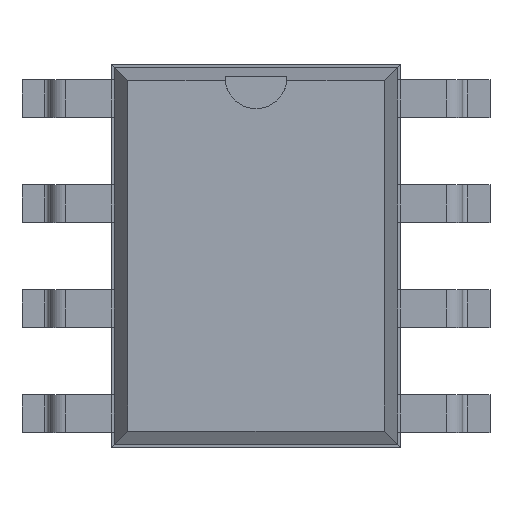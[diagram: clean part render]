
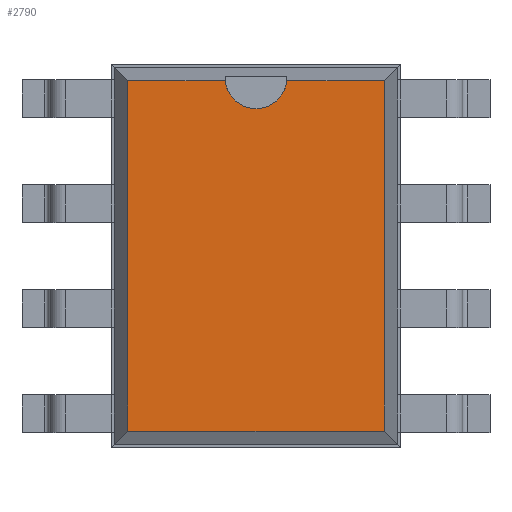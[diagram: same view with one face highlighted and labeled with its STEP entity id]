
A CAD part, top view. The second image highlights one B-rep face of the part: STEP entity #2790.
In plain terms, the highlighted planar face has unit normal (0, 0, 1).
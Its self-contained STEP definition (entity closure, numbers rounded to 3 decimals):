
#26=VECTOR('',#27,1.);
#27=DIRECTION('',(0.,1.,0.));
#33=VECTOR('',#34,1.);
#34=DIRECTION('',(-1.,0.,0.));
#40=VECTOR('',#41,1.);
#41=DIRECTION('',(0.,-1.,0.));
#45=VECTOR('',#46,1.);
#46=DIRECTION('',(1.,0.,0.));
#49=DIRECTION('',(0.,0.,-1.));
#677=DIRECTION('',(0.,0.,-1.));
#1904=VERTEX_POINT('',#1905);
#1905=CARTESIAN_POINT('',(3.101,4.236,3.68));
#1907=ORIENTED_EDGE('',*,*,#1908,.F.);
#1908=EDGE_CURVE('',#1909,#1904,#1911,.T.);
#1909=VERTEX_POINT('',#1910);
#1910=CARTESIAN_POINT('',(3.101,-4.236,3.68));
#1911=LINE('',#1910,#26);
#2321=VERTEX_POINT('',#2322);
#2322=CARTESIAN_POINT('',(-3.101,4.236,3.68));
#2324=ORIENTED_EDGE('',*,*,#2325,.F.);
#2325=EDGE_CURVE('',#2326,#2321,#2328,.T.);
#2326=VERTEX_POINT('',#2327);
#2327=CARTESIAN_POINT('',(-0.746,4.236,3.68));
#2328=LINE('',#1905,#33);
#2347=VERTEX_POINT('',#2348);
#2348=CARTESIAN_POINT('',(0.746,4.236,3.68));
#2354=ORIENTED_EDGE('',*,*,#2355,.F.);
#2355=EDGE_CURVE('',#1904,#2347,#2328,.T.);
#2375=VERTEX_POINT('',#2376);
#2376=CARTESIAN_POINT('',(-3.101,-4.236,3.68));
#2378=ORIENTED_EDGE('',*,*,#2379,.F.);
#2379=EDGE_CURVE('',#2321,#2375,#2380,.T.);
#2380=LINE('',#2322,#40);
#2785=ORIENTED_EDGE('',*,*,#2786,.F.);
#2786=EDGE_CURVE('',#2375,#1909,#2787,.T.);
#2787=LINE('',#2376,#45);
#2790=ADVANCED_FACE('',(#2791),#2802,.F.);
#2791=FACE_BOUND('',#2792,.F.);
#2792=EDGE_LOOP('',(#1907,#2785,#2378,#2324,#2793,#2800,#2354));
#2793=ORIENTED_EDGE('',*,*,#2794,.F.);
#2794=EDGE_CURVE('',#2795,#2326,#2797,.T.);
#2795=VERTEX_POINT('',#2796);
#2796=CARTESIAN_POINT('',(0.,3.561,3.68));
#2797=CIRCLE('',#2798,0.75);
#2798=AXIS2_PLACEMENT_3D('',#2799,#677,#41);
#2799=CARTESIAN_POINT('',(0.,4.311,3.68));
#2800=ORIENTED_EDGE('',*,*,#2801,.F.);
#2801=EDGE_CURVE('',#2347,#2795,#2797,.T.);
#2802=PLANE('',#2803);
#2803=AXIS2_PLACEMENT_3D('',#1910,#49,#2804);
#2804=DIRECTION('',(-0.591,0.807,0.));
